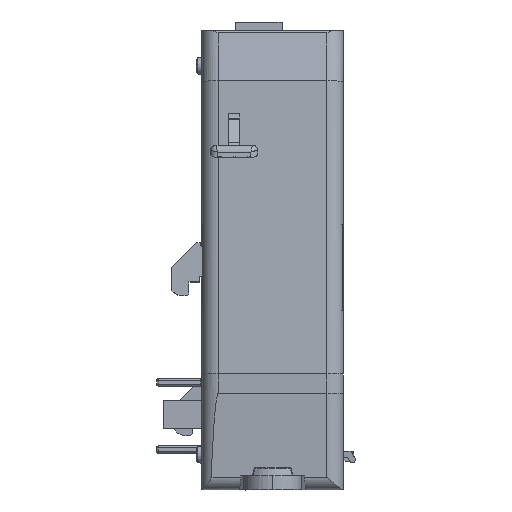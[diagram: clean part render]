
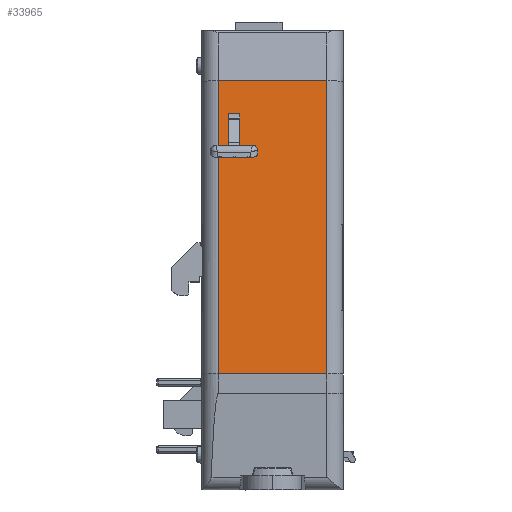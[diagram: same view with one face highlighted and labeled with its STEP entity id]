
A CAD part, front view. The second image highlights one B-rep face of the part: STEP entity #33965.
In plain terms, the highlighted planar face has unit normal (0, -0.999, 0.044).
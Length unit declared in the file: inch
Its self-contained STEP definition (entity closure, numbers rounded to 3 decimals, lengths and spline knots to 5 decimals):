
#2456 = FACE_BOUND ( 'NONE', #128143, .T. ) ;
#6424 = ORIENTED_EDGE ( 'NONE', *, *, #84854, .T. ) ;
#7585 = DIRECTION ( 'NONE',  ( 0., -0.999, 0.044 ) ) ;
#11101 = DIRECTION ( 'NONE',  ( 0., -0.044, -0.999 ) ) ;
#11644 = EDGE_CURVE ( 'NONE', #70218, #95256, #31455, .T. ) ;
#21343 = DIRECTION ( 'NONE',  ( -1., 0., 0. ) ) ;
#21623 = DIRECTION ( 'NONE',  ( 0., 0.044, 0.999 ) ) ;
#22747 = VERTEX_POINT ( 'NONE', #179458 ) ;
#25327 = CARTESIAN_POINT ( 'NONE',  ( -0.24746, -1.73772, -0.26054 ) ) ;
#28970 = DIRECTION ( 'NONE',  ( -1., 0., 0. ) ) ;
#31455 = LINE ( 'NONE', #43365, #176546 ) ;
#33965 = ADVANCED_FACE ( 'NONE', ( #83540, #2456 ), #148423, .T. ) ;
#34099 = VERTEX_POINT ( 'NONE', #105685 ) ;
#35970 = DIRECTION ( 'NONE',  ( 0., 0.044, 0.999 ) ) ;
#37553 = LINE ( 'NONE', #153991, #199978 ) ;
#38469 = CARTESIAN_POINT ( 'NONE',  ( 0.63541, -1.82827, -2.33452 ) ) ;
#39929 = CARTESIAN_POINT ( 'NONE',  ( 0.63541, -1.92586, -4.56957 ) ) ;
#40374 = ORIENTED_EDGE ( 'NONE', *, *, #11644, .F. ) ;
#43365 = CARTESIAN_POINT ( 'NONE',  ( -0.13567, -1.74776, -0.49051 ) ) ;
#43457 = DIRECTION ( 'NONE',  ( 0., -0.044, -0.999 ) ) ;
#44230 = CARTESIAN_POINT ( 'NONE',  ( 0.63541, -1.75976, -0.76539 ) ) ;
#45198 = CARTESIAN_POINT ( 'NONE',  ( -0.09629, -1.74776, -0.49051 ) ) ;
#45820 = VERTEX_POINT ( 'NONE', #51117 ) ;
#51117 = CARTESIAN_POINT ( 'NONE',  ( -0.24746, -1.82827, -2.33452 ) ) ;
#54923 = DIRECTION ( 'NONE',  ( -1., 0., 0. ) ) ;
#62866 = EDGE_CURVE ( 'NONE', #34099, #22747, #114127, .T. ) ;
#70218 = VERTEX_POINT ( 'NONE', #45198 ) ;
#74953 = VERTEX_POINT ( 'NONE', #126724 ) ;
#77220 = VECTOR ( 'NONE', #35970, 39.37008 ) ;
#83540 = FACE_OUTER_BOUND ( 'NONE', #144320, .T. ) ;
#84854 = EDGE_CURVE ( 'NONE', #175826, #45820, #199563, .T. ) ;
#86842 = EDGE_CURVE ( 'NONE', #141063, #95256, #116564, .T. ) ;
#90119 = LINE ( 'NONE', #44230, #188795 ) ;
#95256 = VERTEX_POINT ( 'NONE', #124066 ) ;
#97041 = CARTESIAN_POINT ( 'NONE',  ( 0.51828, -1.92586, -4.56957 ) ) ;
#102983 = DIRECTION ( 'NONE',  ( 0., -0.044, -0.999 ) ) ;
#105685 = CARTESIAN_POINT ( 'NONE',  ( 0.51828, -1.82827, -2.33452 ) ) ;
#105770 = VECTOR ( 'NONE', #11101, 39.37008 ) ;
#114127 = LINE ( 'NONE', #97041, #77220 ) ;
#116564 = LINE ( 'NONE', #179070, #121500 ) ;
#117425 = CARTESIAN_POINT ( 'NONE',  ( 0.63541, -1.73772, -0.26054 ) ) ;
#119643 = LINE ( 'NONE', #38469, #198569 ) ;
#121500 = VECTOR ( 'NONE', #21623, 39.37008 ) ;
#124066 = CARTESIAN_POINT ( 'NONE',  ( -0.17505, -1.74776, -0.49051 ) ) ;
#126724 = CARTESIAN_POINT ( 'NONE',  ( -0.09629, -1.75976, -0.76539 ) ) ;
#128143 = EDGE_LOOP ( 'NONE', ( #40374, #196958, #174582, #129556 ) ) ;
#129556 = ORIENTED_EDGE ( 'NONE', *, *, #86842, .T. ) ;
#136290 = DIRECTION ( 'NONE',  ( 1., 0., 0. ) ) ;
#140056 = LINE ( 'NONE', #117425, #174608 ) ;
#141063 = VERTEX_POINT ( 'NONE', #175034 ) ;
#144320 = EDGE_LOOP ( 'NONE', ( #161144, #155313, #199590, #6424 ) ) ;
#148423 = PLANE ( 'NONE',  #156237 ) ;
#153991 = CARTESIAN_POINT ( 'NONE',  ( -0.09629, -1.92586, -4.56957 ) ) ;
#155313 = ORIENTED_EDGE ( 'NONE', *, *, #62866, .T. ) ;
#156237 = AXIS2_PLACEMENT_3D ( 'NONE', #39929, #7585, #102983 ) ;
#161144 = ORIENTED_EDGE ( 'NONE', *, *, #194075, .F. ) ;
#161270 = EDGE_CURVE ( 'NONE', #141063, #74953, #90119, .T. ) ;
#167676 = EDGE_CURVE ( 'NONE', #70218, #74953, #37553, .T. ) ;
#169862 = CARTESIAN_POINT ( 'NONE',  ( -0.24746, -1.82827, -2.33452 ) ) ;
#172585 = EDGE_CURVE ( 'NONE', #22747, #175826, #140056, .T. ) ;
#174582 = ORIENTED_EDGE ( 'NONE', *, *, #161270, .F. ) ;
#174608 = VECTOR ( 'NONE', #21343, 39.37008 ) ;
#175034 = CARTESIAN_POINT ( 'NONE',  ( -0.17505, -1.75976, -0.76539 ) ) ;
#175826 = VERTEX_POINT ( 'NONE', #25327 ) ;
#176546 = VECTOR ( 'NONE', #28970, 39.37008 ) ;
#179070 = CARTESIAN_POINT ( 'NONE',  ( -0.17505, -1.92586, -4.56957 ) ) ;
#179458 = CARTESIAN_POINT ( 'NONE',  ( 0.51828, -1.73772, -0.26054 ) ) ;
#188795 = VECTOR ( 'NONE', #136290, 39.37008 ) ;
#194075 = EDGE_CURVE ( 'NONE', #34099, #45820, #119643, .T. ) ;
#196958 = ORIENTED_EDGE ( 'NONE', *, *, #167676, .T. ) ;
#198569 = VECTOR ( 'NONE', #54923, 39.37008 ) ;
#199563 = LINE ( 'NONE', #169862, #105770 ) ;
#199590 = ORIENTED_EDGE ( 'NONE', *, *, #172585, .T. ) ;
#199978 = VECTOR ( 'NONE', #43457, 39.37008 ) ;
